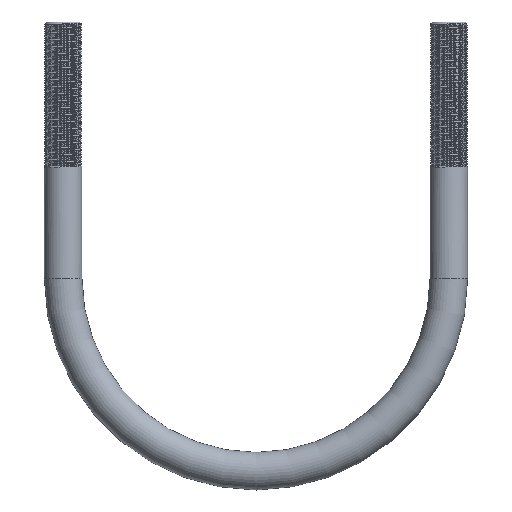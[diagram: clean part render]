
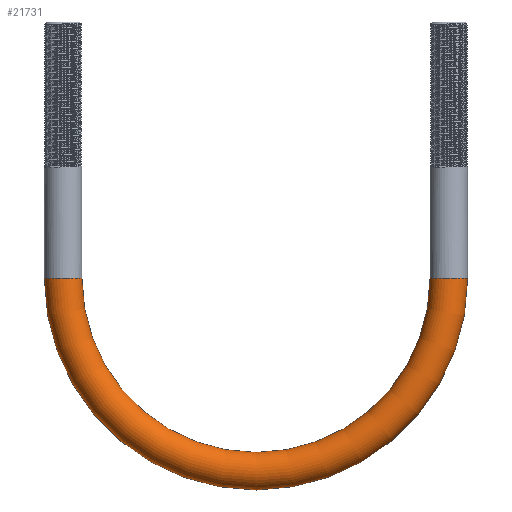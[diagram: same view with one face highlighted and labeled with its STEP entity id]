
A CAD part, front view. The second image highlights one B-rep face of the part: STEP entity #21731.
In plain terms, the highlighted toroidal (fillet/blend) face has major radius 82 mm and minor radius 8 mm.
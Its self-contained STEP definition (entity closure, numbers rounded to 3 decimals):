
#803 = CARTESIAN_POINT ( 'NONE',  ( 147.5, 0., -180.642 ) ) ;
#1315 = DIRECTION ( 'NONE',  ( 0., 0., 1. ) ) ;
#1337 = DIRECTION ( 'NONE',  ( 0., 0., -1. ) ) ;
#1692 = CIRCLE ( 'NONE', #4258, 8. ) ;
#2459 = VERTEX_POINT ( 'NONE', #14379 ) ;
#2724 = CARTESIAN_POINT ( 'NONE',  ( -8.5, 0., -180.642 ) ) ;
#4258 = AXIS2_PLACEMENT_3D ( 'NONE', #803, #6290, #13011 ) ;
#4332 = FACE_OUTER_BOUND ( 'NONE', #7372, .T. ) ;
#4437 = CARTESIAN_POINT ( 'NONE',  ( -16.5, 0., -180.642 ) ) ;
#6290 = DIRECTION ( 'NONE',  ( 0., 0., 1. ) ) ;
#6291 = EDGE_CURVE ( 'NONE', #16471, #19462, #22240, .T. ) ;
#6357 = CIRCLE ( 'NONE', #21984, 74. ) ;
#6593 = ORIENTED_EDGE ( 'NONE', *, *, #6291, .T. ) ;
#7011 = CARTESIAN_POINT ( 'NONE',  ( 65.5, 0., -180.642 ) ) ;
#7372 = EDGE_LOOP ( 'NONE', ( #20740, #11802, #7846, #6593 ) ) ;
#7846 = ORIENTED_EDGE ( 'NONE', *, *, #8946, .T. ) ;
#8946 = EDGE_CURVE ( 'NONE', #2459, #16471, #6357, .T. ) ;
#9047 = AXIS2_PLACEMENT_3D ( 'NONE', #12997, #11736, #14703 ) ;
#11658 = CARTESIAN_POINT ( 'NONE',  ( 155.5, 0., -180.642 ) ) ;
#11736 = DIRECTION ( 'NONE',  ( 0., 1., 0. ) ) ;
#11802 = ORIENTED_EDGE ( 'NONE', *, *, #20144, .F. ) ;
#12048 = DIRECTION ( 'NONE',  ( -1., 0., 0. ) ) ;
#12997 = CARTESIAN_POINT ( 'NONE',  ( 65.5, 0., -180.642 ) ) ;
#13011 = DIRECTION ( 'NONE',  ( 1., 0., 0. ) ) ;
#13750 = TOROIDAL_SURFACE ( 'NONE', #9047, 82., 8. ) ;
#14084 = VERTEX_POINT ( 'NONE', #11658 ) ;
#14379 = CARTESIAN_POINT ( 'NONE',  ( 139.5, 0., -180.642 ) ) ;
#14703 = DIRECTION ( 'NONE',  ( 0., 0., 1. ) ) ;
#15210 = DIRECTION ( 'NONE',  ( 0., 0., 1. ) ) ;
#15291 = EDGE_CURVE ( 'NONE', #14084, #19462, #16194, .T. ) ;
#15548 = CARTESIAN_POINT ( 'NONE',  ( 65.5, 0., -180.642 ) ) ;
#16194 = CIRCLE ( 'NONE', #20544, 90. ) ;
#16457 = CARTESIAN_POINT ( 'NONE',  ( -24.5, 0., -180.642 ) ) ;
#16471 = VERTEX_POINT ( 'NONE', #2724 ) ;
#18237 = AXIS2_PLACEMENT_3D ( 'NONE', #4437, #1337, #12048 ) ;
#19462 = VERTEX_POINT ( 'NONE', #16457 ) ;
#20144 = EDGE_CURVE ( 'NONE', #2459, #14084, #1692, .T. ) ;
#20544 = AXIS2_PLACEMENT_3D ( 'NONE', #15548, #22481, #15210 ) ;
#20740 = ORIENTED_EDGE ( 'NONE', *, *, #15291, .F. ) ;
#21731 = ADVANCED_FACE ( 'NONE', ( #4332 ), #13750, .T. ) ;
#21984 = AXIS2_PLACEMENT_3D ( 'NONE', #7011, #22383, #1315 ) ;
#22240 = CIRCLE ( 'NONE', #18237, 8. ) ;
#22383 = DIRECTION ( 'NONE',  ( 0., 1., 0. ) ) ;
#22481 = DIRECTION ( 'NONE',  ( 0., 1., 0. ) ) ;
